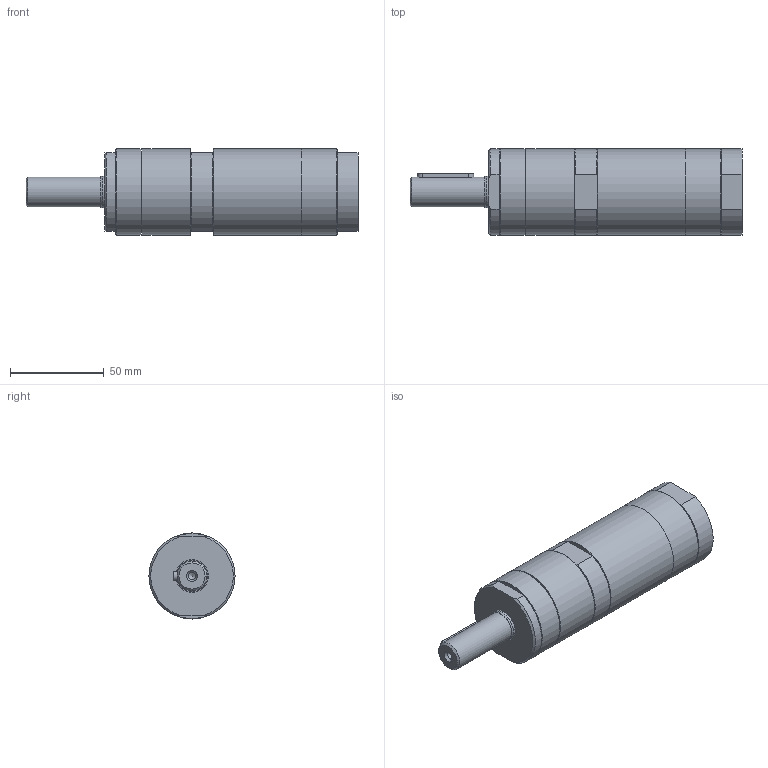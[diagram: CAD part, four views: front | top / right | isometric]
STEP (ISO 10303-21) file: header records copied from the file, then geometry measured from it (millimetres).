
FILE_DESCRIPTION(/* description */ ('MRD 84-1350'),/* implementation_level */ '2;1');
FILE_NAME(/* name */ 'MRD 84-1350_60024707.stp',/* time_stamp */ '2018-08-27T10:32:49+02:00',/* author */ ('FLambert'),/* organization */ (''),/* preprocessor_version */ 'ST-DEVELOPER v17',/* originating_system */ 'Autodesk Inventor 2018',/* authorisation */ '');
FILE_SCHEMA (('AUTOMOTIVE_DESIGN { 1 0 10303 214 3 1 1 }'));
Length unit declared in the file: millimetre
Products named in the file (1): 60024707
Bounding box: 177.5 x 46 x 46 mm (x, y, z)
Volume: 228101.9 mm3; surface area: 28226.2 mm2
Topology: 1 solids, 2 shells, 164 faces, 422 edges, 278 vertices
Faces by surface type: plane 105, cylinder 28, cone 24, bspline 7
Full cylindrical faces by diameter (mm): 4 x1, 4.134 x1, 11.445 x1, 16 x1, 16.95 x1, 17.5 x1, 18.631 x1, 40 x1, 46 x4
Entity records: 5241 total; most frequent: CARTESIAN_POINT 1053, ORIENTED_EDGE 842, DIRECTION 808, EDGE_CURVE 421, VERTEX_POINT 278, AXIS2_PLACEMENT_3D 277, LINE 254, VECTOR 254
